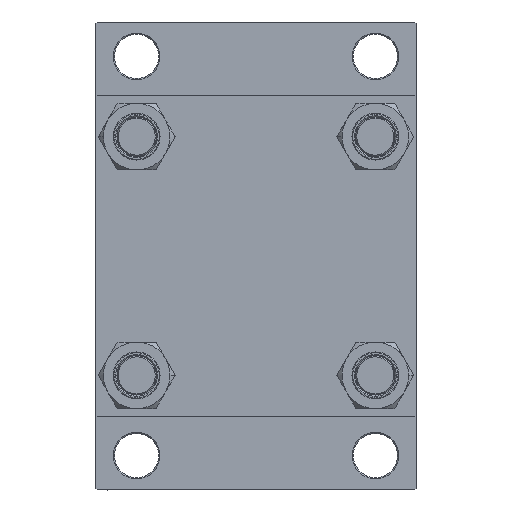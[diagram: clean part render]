
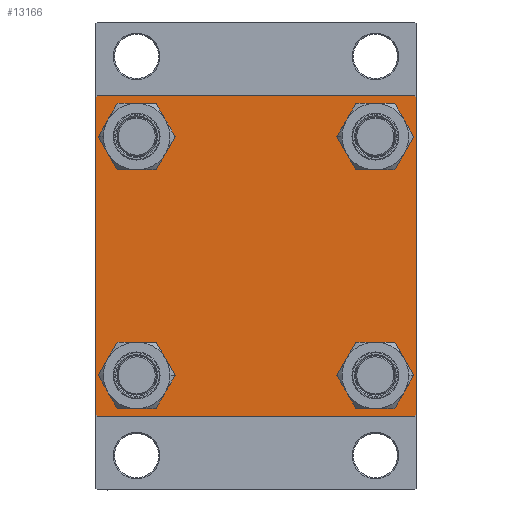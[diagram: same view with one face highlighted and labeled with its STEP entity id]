
A CAD part, left-side view. The second image highlights one B-rep face of the part: STEP entity #13166.
In plain terms, the highlighted planar face has unit normal (-1, 0, 0).
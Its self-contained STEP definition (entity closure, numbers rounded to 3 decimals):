
#66 = FACE_BOUND ( 'NONE', #22339, .T. ) ;
#864 = VECTOR ( 'NONE', #9690, 1000. ) ;
#1963 = CARTESIAN_POINT ( 'NONE',  ( 0., 64.75, -64.75 ) ) ;
#2307 = VERTEX_POINT ( 'NONE', #9948 ) ;
#3128 = CIRCLE ( 'NONE', #18552, 8.5 ) ;
#3242 = VERTEX_POINT ( 'NONE', #30641 ) ;
#3582 = CIRCLE ( 'NONE', #11303, 8.5 ) ;
#3880 = EDGE_CURVE ( 'NONE', #4787, #37200, #34095, .T. ) ;
#3882 = ORIENTED_EDGE ( 'NONE', *, *, #17535, .T. ) ;
#3928 = CARTESIAN_POINT ( 'NONE',  ( 0., 65., 64.5 ) ) ;
#4179 = DIRECTION ( 'NONE',  ( 0., 0., 1. ) ) ;
#4331 = EDGE_CURVE ( 'NONE', #24439, #3242, #10114, .T. ) ;
#4597 = EDGE_CURVE ( 'NONE', #26220, #28774, #13075, .T. ) ;
#4721 = ORIENTED_EDGE ( 'NONE', *, *, #37680, .T. ) ;
#4787 = VERTEX_POINT ( 'NONE', #37651 ) ;
#5006 = AXIS2_PLACEMENT_3D ( 'NONE', #29536, #22302, #4179 ) ;
#6255 = LINE ( 'NONE', #42708, #39798 ) ;
#6756 = CARTESIAN_POINT ( 'NONE',  ( 0., -48.45, 48.45 ) ) ;
#6990 = DIRECTION ( 'NONE',  ( 1., 0., 0. ) ) ;
#7334 = CIRCLE ( 'NONE', #9665, 8.5 ) ;
#8042 = FACE_BOUND ( 'NONE', #23739, .T. ) ;
#8060 = DIRECTION ( 'NONE',  ( 1., 0., 0. ) ) ;
#8777 = ORIENTED_EDGE ( 'NONE', *, *, #17216, .T. ) ;
#8972 = VERTEX_POINT ( 'NONE', #11042 ) ;
#9155 = CARTESIAN_POINT ( 'NONE',  ( 0., -64.5, 65. ) ) ;
#9281 = VECTOR ( 'NONE', #33530, 1000. ) ;
#9351 = VECTOR ( 'NONE', #39940, 1000. ) ;
#9635 = VECTOR ( 'NONE', #11044, 1000. ) ;
#9665 = AXIS2_PLACEMENT_3D ( 'NONE', #33180, #8060, #36559 ) ;
#9690 = DIRECTION ( 'NONE',  ( 0., -0.707, -0.707 ) ) ;
#9780 = VERTEX_POINT ( 'NONE', #39887 ) ;
#9948 = CARTESIAN_POINT ( 'NONE',  ( 0., 64.5, 65. ) ) ;
#10114 = CIRCLE ( 'NONE', #24757, 8.5 ) ;
#10322 = EDGE_CURVE ( 'NONE', #29622, #41951, #40356, .T. ) ;
#10786 = VERTEX_POINT ( 'NONE', #9155 ) ;
#10847 = CARTESIAN_POINT ( 'NONE',  ( 0., -48.45, -48.45 ) ) ;
#11042 = CARTESIAN_POINT ( 'NONE',  ( 0., -64.5, -65. ) ) ;
#11044 = DIRECTION ( 'NONE',  ( 0., -1., 0. ) ) ;
#11303 = AXIS2_PLACEMENT_3D ( 'NONE', #29836, #29126, #32750 ) ;
#11517 = CARTESIAN_POINT ( 'NONE',  ( 0., 48.45, -48.45 ) ) ;
#12780 = VERTEX_POINT ( 'NONE', #36601 ) ;
#12843 = ORIENTED_EDGE ( 'NONE', *, *, #20757, .T. ) ;
#13075 = LINE ( 'NONE', #1963, #864 ) ;
#13166 = ADVANCED_FACE ( 'NONE', ( #66, #8042, #14815, #19152, #15539 ), #33875, .T. ) ;
#13342 = EDGE_CURVE ( 'NONE', #28774, #8972, #30105, .T. ) ;
#14120 = CARTESIAN_POINT ( 'NONE',  ( 0., -64.75, 64.75 ) ) ;
#14398 = DIRECTION ( 'NONE',  ( 0., 0., -1. ) ) ;
#14815 = FACE_BOUND ( 'NONE', #35435, .T. ) ;
#14900 = ORIENTED_EDGE ( 'NONE', *, *, #13342, .T. ) ;
#14990 = CARTESIAN_POINT ( 'NONE',  ( 0., 48.45, -56.95 ) ) ;
#15048 = CARTESIAN_POINT ( 'NONE',  ( 0., -65., 64.5 ) ) ;
#15539 = FACE_OUTER_BOUND ( 'NONE', #38961, .T. ) ;
#16524 = DIRECTION ( 'NONE',  ( 1., 0., 0. ) ) ;
#16566 = ORIENTED_EDGE ( 'NONE', *, *, #4331, .T. ) ;
#17137 = DIRECTION ( 'NONE',  ( 0., -0.707, 0.707 ) ) ;
#17157 = AXIS2_PLACEMENT_3D ( 'NONE', #6756, #6990, #21504 ) ;
#17216 = EDGE_CURVE ( 'NONE', #41951, #29622, #36734, .T. ) ;
#17535 = EDGE_CURVE ( 'NONE', #9780, #12780, #7334, .T. ) ;
#18334 = DIRECTION ( 'NONE',  ( 0., 0., 1. ) ) ;
#18453 = CARTESIAN_POINT ( 'NONE',  ( 0., -48.45, -39.95 ) ) ;
#18497 = CARTESIAN_POINT ( 'NONE',  ( 0., 65., -64.5 ) ) ;
#18552 = AXIS2_PLACEMENT_3D ( 'NONE', #22870, #36850, #44562 ) ;
#19152 = FACE_BOUND ( 'NONE', #45934, .T. ) ;
#19161 = ORIENTED_EDGE ( 'NONE', *, *, #10322, .T. ) ;
#20163 = LINE ( 'NONE', #39214, #34719 ) ;
#20428 = EDGE_CURVE ( 'NONE', #8972, #30457, #6255, .T. ) ;
#20757 = EDGE_CURVE ( 'NONE', #3242, #24439, #3582, .T. ) ;
#21504 = DIRECTION ( 'NONE',  ( 0., 0., 1. ) ) ;
#21651 = DIRECTION ( 'NONE',  ( 0., 0., 1. ) ) ;
#21757 = AXIS2_PLACEMENT_3D ( 'NONE', #36611, #47700, #21651 ) ;
#21999 = AXIS2_PLACEMENT_3D ( 'NONE', #10847, #36442, #18334 ) ;
#22302 = DIRECTION ( 'NONE',  ( -1., 0., 0. ) ) ;
#22339 = EDGE_LOOP ( 'NONE', ( #4721, #43045 ) ) ;
#22372 = LINE ( 'NONE', #40230, #41697 ) ;
#22395 = DIRECTION ( 'NONE',  ( 1., 0., 0. ) ) ;
#22429 = LINE ( 'NONE', #37145, #9281 ) ;
#22460 = ORIENTED_EDGE ( 'NONE', *, *, #35334, .T. ) ;
#22870 = CARTESIAN_POINT ( 'NONE',  ( 0., 48.45, 48.45 ) ) ;
#23739 = EDGE_LOOP ( 'NONE', ( #19161, #8777 ) ) ;
#23772 = DIRECTION ( 'NONE',  ( 0., 0., 1. ) ) ;
#24439 = VERTEX_POINT ( 'NONE', #14990 ) ;
#24757 = AXIS2_PLACEMENT_3D ( 'NONE', #11517, #22395, #45777 ) ;
#26220 = VERTEX_POINT ( 'NONE', #18497 ) ;
#26881 = ORIENTED_EDGE ( 'NONE', *, *, #33051, .F. ) ;
#28774 = VERTEX_POINT ( 'NONE', #37447 ) ;
#29126 = DIRECTION ( 'NONE',  ( 1., 0., 0. ) ) ;
#29536 = CARTESIAN_POINT ( 'NONE',  ( 0., 0., 0. ) ) ;
#29622 = VERTEX_POINT ( 'NONE', #18453 ) ;
#29836 = CARTESIAN_POINT ( 'NONE',  ( 0., 48.45, -48.45 ) ) ;
#30105 = LINE ( 'NONE', #37350, #9635 ) ;
#30233 = CIRCLE ( 'NONE', #21757, 8.5 ) ;
#30457 = VERTEX_POINT ( 'NONE', #37867 ) ;
#30641 = CARTESIAN_POINT ( 'NONE',  ( 0., 48.45, -39.95 ) ) ;
#30681 = CARTESIAN_POINT ( 'NONE',  ( 0., -48.45, 56.95 ) ) ;
#30769 = CARTESIAN_POINT ( 'NONE',  ( 0., -48.45, -48.45 ) ) ;
#31582 = ORIENTED_EDGE ( 'NONE', *, *, #20428, .T. ) ;
#32265 = CARTESIAN_POINT ( 'NONE',  ( 0., -65., 65. ) ) ;
#32750 = DIRECTION ( 'NONE',  ( 0., 0., 1. ) ) ;
#33024 = ORIENTED_EDGE ( 'NONE', *, *, #34039, .T. ) ;
#33051 = EDGE_CURVE ( 'NONE', #2307, #10786, #20163, .T. ) ;
#33180 = CARTESIAN_POINT ( 'NONE',  ( 0., 48.45, 48.45 ) ) ;
#33231 = DIRECTION ( 'NONE',  ( 0., 0., -1. ) ) ;
#33530 = DIRECTION ( 'NONE',  ( 0., 0.707, -0.707 ) ) ;
#33753 = EDGE_CURVE ( 'NONE', #2307, #45992, #22429, .T. ) ;
#33875 = PLANE ( 'NONE',  #5006 ) ;
#34039 = EDGE_CURVE ( 'NONE', #45992, #26220, #22372, .T. ) ;
#34095 = CIRCLE ( 'NONE', #17157, 8.5 ) ;
#34719 = VECTOR ( 'NONE', #38270, 1000. ) ;
#34983 = EDGE_CURVE ( 'NONE', #12780, #9780, #3128, .T. ) ;
#35334 = EDGE_CURVE ( 'NONE', #47544, #10786, #35379, .T. ) ;
#35379 = LINE ( 'NONE', #14120, #9351 ) ;
#35435 = EDGE_LOOP ( 'NONE', ( #12843, #16566 ) ) ;
#36442 = DIRECTION ( 'NONE',  ( 1., 0., 0. ) ) ;
#36559 = DIRECTION ( 'NONE',  ( 0., 0., 1. ) ) ;
#36601 = CARTESIAN_POINT ( 'NONE',  ( 0., 48.45, 39.95 ) ) ;
#36611 = CARTESIAN_POINT ( 'NONE',  ( 0., -48.45, 48.45 ) ) ;
#36734 = CIRCLE ( 'NONE', #21999, 8.5 ) ;
#36850 = DIRECTION ( 'NONE',  ( 1., 0., 0. ) ) ;
#37145 = CARTESIAN_POINT ( 'NONE',  ( 0., 64.75, 64.75 ) ) ;
#37200 = VERTEX_POINT ( 'NONE', #30681 ) ;
#37350 = CARTESIAN_POINT ( 'NONE',  ( 0., 65., -65. ) ) ;
#37447 = CARTESIAN_POINT ( 'NONE',  ( 0., 64.5, -65. ) ) ;
#37651 = CARTESIAN_POINT ( 'NONE',  ( 0., -48.45, 39.95 ) ) ;
#37680 = EDGE_CURVE ( 'NONE', #37200, #4787, #30233, .T. ) ;
#37867 = CARTESIAN_POINT ( 'NONE',  ( 0., -65., -64.5 ) ) ;
#38270 = DIRECTION ( 'NONE',  ( 0., -1., 0. ) ) ;
#38961 = EDGE_LOOP ( 'NONE', ( #33024, #41762, #14900, #31582, #45294, #22460, #26881, #47328 ) ) ;
#39214 = CARTESIAN_POINT ( 'NONE',  ( 0., 65., 65. ) ) ;
#39798 = VECTOR ( 'NONE', #17137, 1000. ) ;
#39887 = CARTESIAN_POINT ( 'NONE',  ( 0., 48.45, 56.95 ) ) ;
#39940 = DIRECTION ( 'NONE',  ( 0., 0.707, 0.707 ) ) ;
#39977 = LINE ( 'NONE', #32265, #44230 ) ;
#40230 = CARTESIAN_POINT ( 'NONE',  ( 0., 65., 65. ) ) ;
#40356 = CIRCLE ( 'NONE', #45728, 8.5 ) ;
#40974 = CARTESIAN_POINT ( 'NONE',  ( 0., -48.45, -56.95 ) ) ;
#41697 = VECTOR ( 'NONE', #33231, 1000. ) ;
#41762 = ORIENTED_EDGE ( 'NONE', *, *, #4597, .T. ) ;
#41951 = VERTEX_POINT ( 'NONE', #40974 ) ;
#42708 = CARTESIAN_POINT ( 'NONE',  ( 0., -64.75, -64.75 ) ) ;
#43045 = ORIENTED_EDGE ( 'NONE', *, *, #3880, .T. ) ;
#44230 = VECTOR ( 'NONE', #14398, 1000. ) ;
#44562 = DIRECTION ( 'NONE',  ( 0., 0., 1. ) ) ;
#45042 = ORIENTED_EDGE ( 'NONE', *, *, #34983, .T. ) ;
#45294 = ORIENTED_EDGE ( 'NONE', *, *, #45523, .F. ) ;
#45523 = EDGE_CURVE ( 'NONE', #47544, #30457, #39977, .T. ) ;
#45728 = AXIS2_PLACEMENT_3D ( 'NONE', #30769, #16524, #23772 ) ;
#45777 = DIRECTION ( 'NONE',  ( 0., 0., 1. ) ) ;
#45934 = EDGE_LOOP ( 'NONE', ( #3882, #45042 ) ) ;
#45992 = VERTEX_POINT ( 'NONE', #3928 ) ;
#47328 = ORIENTED_EDGE ( 'NONE', *, *, #33753, .T. ) ;
#47544 = VERTEX_POINT ( 'NONE', #15048 ) ;
#47700 = DIRECTION ( 'NONE',  ( 1., 0., 0. ) ) ;
